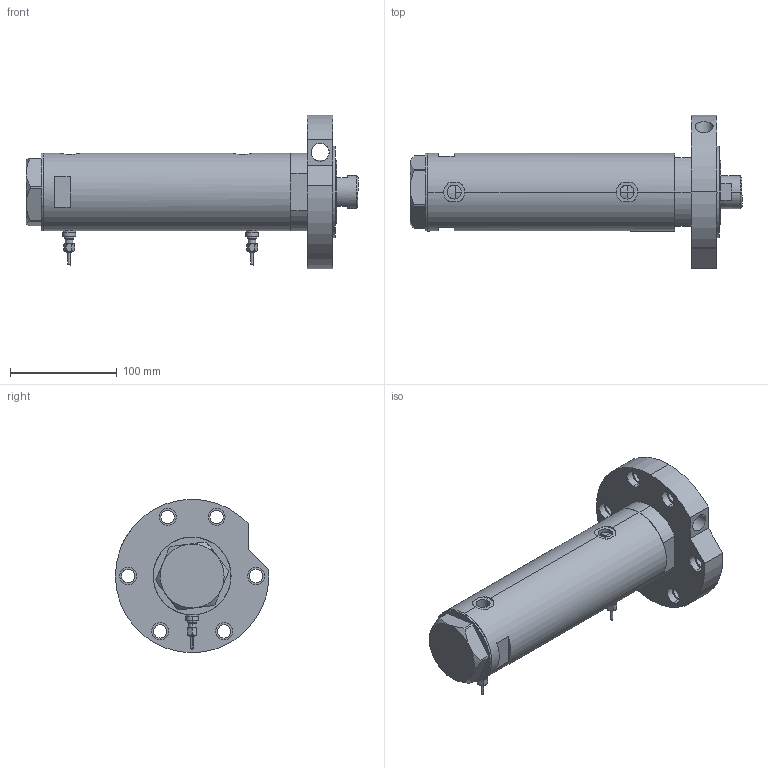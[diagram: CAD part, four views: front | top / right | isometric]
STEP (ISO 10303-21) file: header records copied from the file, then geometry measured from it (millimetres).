
FILE_DESCRIPTION (( 'STEP AP203' ), '1' );
FILE_NAME ('66d9.STEP', '2022-04-15T05:38:00', ( '' ), ( '' ), 'SwSTEP 2.0', 'SolidWorks 2019', '' );
FILE_SCHEMA (( 'CONFIG_CONTROL_DESIGN' ));
Length unit declared in the file: millimetre
Products named in the file (7): V270CG_RF211E 9d72082ec4247f512f493f02cb312f74; 66d9; V270CG_FRONT 9d72082ec4247f512f493f02cb312f74; V270CG_SWITCH 9d72082ec4247f512f493f02cb312f74; V270CG_VC 9d72082ec4247f512f493f02cb312f74; V270CG_BACK 9d72082ec4247f512f493f02cb312f74; V270CG_MIDDLE 9d72082ec4247f512f493f02cb312f74
Assembly tree (7 placements, depth 2):
  66d9
    V270CG_MIDDLE 9d72082ec4247f512f493f02cb312f74
    V270CG_BACK 9d72082ec4247f512f493f02cb312f74
    V270CG_FRONT 9d72082ec4247f512f493f02cb312f74
    V270CG_VC 9d72082ec4247f512f493f02cb312f74
    V270CG_RF211E 9d72082ec4247f512f493f02cb312f74
    V270CG_SWITCH 9d72082ec4247f512f493f02cb312f74  x2
Bounding box: 311.52 x 143.75 x 144 mm (x, y, z)
Volume: 1351353.1 mm3; surface area: 230946.4 mm2
Topology: 7 solids, 7 shells, 275 faces, 618 edges, 381 vertices
Faces by surface type: cylinder 112, plane 89, cone 48, torus 24, bspline 2
Entity records: 8103 total; most frequent: CARTESIAN_POINT 2198, DIRECTION 1144, ORIENTED_EDGE 1016, EDGE_CURVE 508, AXIS2_PLACEMENT_3D 479, VERTEX_POINT 317, EDGE_LOOP 271, CIRCLE 248
